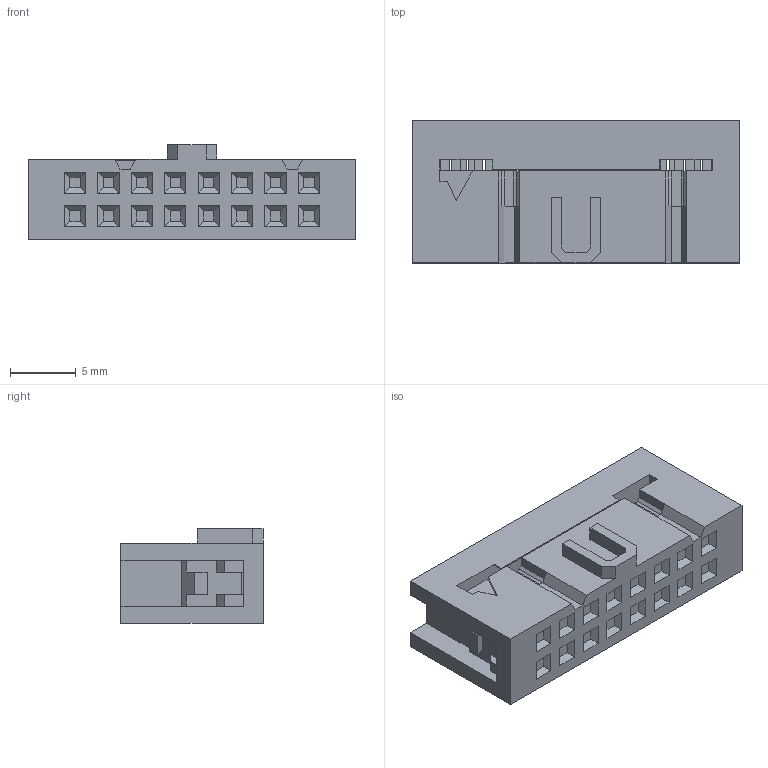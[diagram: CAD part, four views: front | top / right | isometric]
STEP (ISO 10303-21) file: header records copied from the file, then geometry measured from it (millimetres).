
FILE_DESCRIPTION(/* description */ (''),/* implementation_level */ '2;1');
FILE_NAME(/* name */ '100141393ugm000_b.stp',/* time_stamp */ '2016-11-24T13:59:59+01:00',/* author */ (''),/* organization */ (''),/* preprocessor_version */ 'ST-DEVELOPER v16',/* originating_system */ 'SIEMENS PLM Software NX 10.0',/* authorisation */ '');
FILE_SCHEMA (('AUTOMOTIVE_DESIGN { 1 0 10303 214 3 1 1 1 }'));
Length unit declared in the file: millimetre
Products named in the file (1): 100141393ugm000_b
Bounding box: 24.9 x 10.8 x 7.2 mm (x, y, z)
Volume: 1356.8 mm3; surface area: 1342.8 mm2
Topology: 1 solids, 1 shells, 308 faces, 863 edges, 571 vertices
Faces by surface type: plane 302, cylinder 6
Entity records: 10756 total; most frequent: CARTESIAN_POINT 1743, ORIENTED_EDGE 1726, DIRECTION 1493, EDGE_CURVE 863, LINE 851, VECTOR 851, VERTEX_POINT 571, EDGE_LOOP 388
